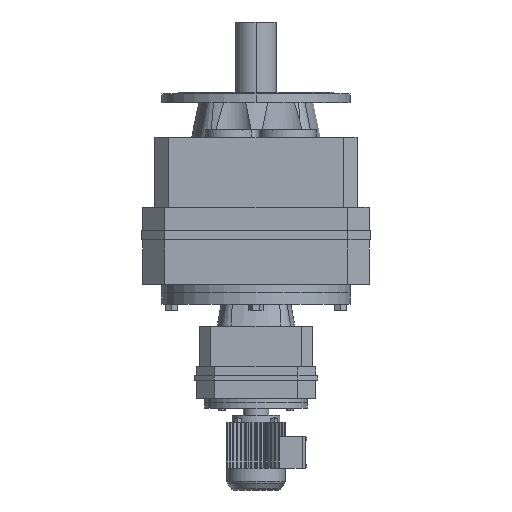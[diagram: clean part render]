
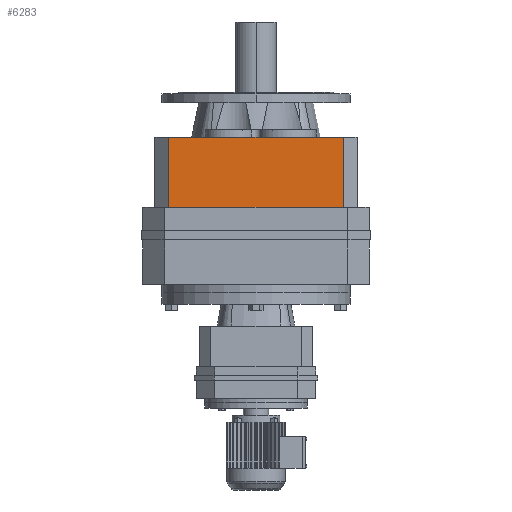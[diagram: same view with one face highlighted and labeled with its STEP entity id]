
A CAD part, front view. The second image highlights one B-rep face of the part: STEP entity #6283.
In plain terms, the highlighted planar face has unit normal (0, -1, 0).
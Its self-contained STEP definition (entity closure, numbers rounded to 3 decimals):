
#789 = PLANE('',#790);
#790 = AXIS2_PLACEMENT_3D('',#791,#792,#793);
#791 = CARTESIAN_POINT('',(288.86,-230.726,249.838));
#792 = DIRECTION('',(0.,0.,1.));
#793 = DIRECTION('',(1.,0.,0.));
#844 = PLANE('',#845);
#845 = AXIS2_PLACEMENT_3D('',#846,#847,#848);
#846 = CARTESIAN_POINT('',(-536.,-25.1,454.25));
#847 = DIRECTION('',(0.,0.,1.));
#848 = DIRECTION('',(1.,0.,0.));
#1915 = VERTEX_POINT('',#1916);
#1916 = CARTESIAN_POINT('',(254.6,-297.5,249.838));
#1930 = PLANE('',#1931);
#1931 = AXIS2_PLACEMENT_3D('',#1932,#1933,#1934);
#1932 = CARTESIAN_POINT('',(254.6,-297.5,249.838));
#1933 = DIRECTION('',(-0.707,0.707,0.));
#1934 = DIRECTION('',(-0.707,-0.707,0.));
#1942 = EDGE_CURVE('',#1915,#1943,#1945,.T.);
#1943 = VERTEX_POINT('',#1944);
#1944 = CARTESIAN_POINT('',(-254.6,-297.5,249.838));
#1945 = SURFACE_CURVE('',#1946,(#1950,#1957),.PCURVE_S1.);
#1946 = LINE('',#1947,#1948);
#1947 = CARTESIAN_POINT('',(-254.6,-297.5,249.838));
#1948 = VECTOR('',#1949,1.);
#1949 = DIRECTION('',(-1.,0.,0.));
#1950 = PCURVE('',#789,#1951);
#1951 = DEFINITIONAL_REPRESENTATION('',(#1952),#1956);
#1952 = LINE('',#1953,#1954);
#1953 = CARTESIAN_POINT('',(-543.46,-66.774));
#1954 = VECTOR('',#1955,1.);
#1955 = DIRECTION('',(-1.,0.));
#1956 = ( GEOMETRIC_REPRESENTATION_CONTEXT(2) 
PARAMETRIC_REPRESENTATION_CONTEXT() REPRESENTATION_CONTEXT('2D SPACE',''
  ) );
#1957 = PCURVE('',#1958,#1963);
#1958 = PLANE('',#1959);
#1959 = AXIS2_PLACEMENT_3D('',#1960,#1961,#1962);
#1960 = CARTESIAN_POINT('',(-254.6,-297.5,249.838));
#1961 = DIRECTION('',(0.,1.,0.));
#1962 = DIRECTION('',(0.,0.,1.));
#1963 = DEFINITIONAL_REPRESENTATION('',(#1964),#1968);
#1964 = LINE('',#1965,#1966);
#1965 = CARTESIAN_POINT('',(0.,0.));
#1966 = VECTOR('',#1967,1.);
#1967 = DIRECTION('',(0.,-1.));
#1968 = ( GEOMETRIC_REPRESENTATION_CONTEXT(2) 
PARAMETRIC_REPRESENTATION_CONTEXT() REPRESENTATION_CONTEXT('2D SPACE',''
  ) );
#1986 = PLANE('',#1987);
#1987 = AXIS2_PLACEMENT_3D('',#1988,#1989,#1990);
#1988 = CARTESIAN_POINT('',(-254.6,-297.5,249.838));
#1989 = DIRECTION('',(0.707,0.707,0.));
#1990 = DIRECTION('',(-0.707,0.707,0.));
#4309 = VERTEX_POINT('',#4310);
#4310 = CARTESIAN_POINT('',(-254.6,-297.5,454.25));
#4331 = EDGE_CURVE('',#4332,#4309,#4334,.T.);
#4332 = VERTEX_POINT('',#4333);
#4333 = CARTESIAN_POINT('',(254.6,-297.5,454.25));
#4334 = SURFACE_CURVE('',#4335,(#4339,#4346),.PCURVE_S1.);
#4335 = LINE('',#4336,#4337);
#4336 = CARTESIAN_POINT('',(-254.6,-297.5,454.25));
#4337 = VECTOR('',#4338,1.);
#4338 = DIRECTION('',(-1.,0.,0.));
#4339 = PCURVE('',#844,#4340);
#4340 = DEFINITIONAL_REPRESENTATION('',(#4341),#4345);
#4341 = LINE('',#4342,#4343);
#4342 = CARTESIAN_POINT('',(281.4,-272.4));
#4343 = VECTOR('',#4344,1.);
#4344 = DIRECTION('',(-1.,0.));
#4345 = ( GEOMETRIC_REPRESENTATION_CONTEXT(2) 
PARAMETRIC_REPRESENTATION_CONTEXT() REPRESENTATION_CONTEXT('2D SPACE',''
  ) );
#4346 = PCURVE('',#1958,#4347);
#4347 = DEFINITIONAL_REPRESENTATION('',(#4348),#4352);
#4348 = LINE('',#4349,#4350);
#4349 = CARTESIAN_POINT('',(204.413,0.));
#4350 = VECTOR('',#4351,1.);
#4351 = DIRECTION('',(0.,-1.));
#4352 = ( GEOMETRIC_REPRESENTATION_CONTEXT(2) 
PARAMETRIC_REPRESENTATION_CONTEXT() REPRESENTATION_CONTEXT('2D SPACE',''
  ) );
#6157 = EDGE_CURVE('',#1943,#4309,#6158,.T.);
#6158 = SURFACE_CURVE('',#6159,(#6163,#6170),.PCURVE_S1.);
#6159 = LINE('',#6160,#6161);
#6160 = CARTESIAN_POINT('',(-254.6,-297.5,249.838));
#6161 = VECTOR('',#6162,1.);
#6162 = DIRECTION('',(0.,0.,1.));
#6163 = PCURVE('',#1986,#6164);
#6164 = DEFINITIONAL_REPRESENTATION('',(#6165),#6169);
#6165 = LINE('',#6166,#6167);
#6166 = CARTESIAN_POINT('',(0.,0.));
#6167 = VECTOR('',#6168,1.);
#6168 = DIRECTION('',(0.,1.));
#6169 = ( GEOMETRIC_REPRESENTATION_CONTEXT(2) 
PARAMETRIC_REPRESENTATION_CONTEXT() REPRESENTATION_CONTEXT('2D SPACE',''
  ) );
#6170 = PCURVE('',#1958,#6171);
#6171 = DEFINITIONAL_REPRESENTATION('',(#6172),#6176);
#6172 = LINE('',#6173,#6174);
#6173 = CARTESIAN_POINT('',(0.,0.));
#6174 = VECTOR('',#6175,1.);
#6175 = DIRECTION('',(1.,0.));
#6176 = ( GEOMETRIC_REPRESENTATION_CONTEXT(2) 
PARAMETRIC_REPRESENTATION_CONTEXT() REPRESENTATION_CONTEXT('2D SPACE',''
  ) );
#6283 = ADVANCED_FACE('',(#6284),#1958,.F.);
#6284 = FACE_BOUND('',#6285,.T.);
#6285 = EDGE_LOOP('',(#6286,#6287,#6288,#6289));
#6286 = ORIENTED_EDGE('',*,*,#4331,.T.);
#6287 = ORIENTED_EDGE('',*,*,#6157,.F.);
#6288 = ORIENTED_EDGE('',*,*,#1942,.F.);
#6289 = ORIENTED_EDGE('',*,*,#6290,.T.);
#6290 = EDGE_CURVE('',#1915,#4332,#6291,.T.);
#6291 = SURFACE_CURVE('',#6292,(#6296,#6303),.PCURVE_S1.);
#6292 = LINE('',#6293,#6294);
#6293 = CARTESIAN_POINT('',(254.6,-297.5,249.838));
#6294 = VECTOR('',#6295,1.);
#6295 = DIRECTION('',(0.,0.,1.));
#6296 = PCURVE('',#1958,#6297);
#6297 = DEFINITIONAL_REPRESENTATION('',(#6298),#6302);
#6298 = LINE('',#6299,#6300);
#6299 = CARTESIAN_POINT('',(0.,509.2));
#6300 = VECTOR('',#6301,1.);
#6301 = DIRECTION('',(1.,0.));
#6302 = ( GEOMETRIC_REPRESENTATION_CONTEXT(2) 
PARAMETRIC_REPRESENTATION_CONTEXT() REPRESENTATION_CONTEXT('2D SPACE',''
  ) );
#6303 = PCURVE('',#1930,#6304);
#6304 = DEFINITIONAL_REPRESENTATION('',(#6305),#6309);
#6305 = LINE('',#6306,#6307);
#6306 = CARTESIAN_POINT('',(0.,0.));
#6307 = VECTOR('',#6308,1.);
#6308 = DIRECTION('',(0.,1.));
#6309 = ( GEOMETRIC_REPRESENTATION_CONTEXT(2) 
PARAMETRIC_REPRESENTATION_CONTEXT() REPRESENTATION_CONTEXT('2D SPACE',''
  ) );
